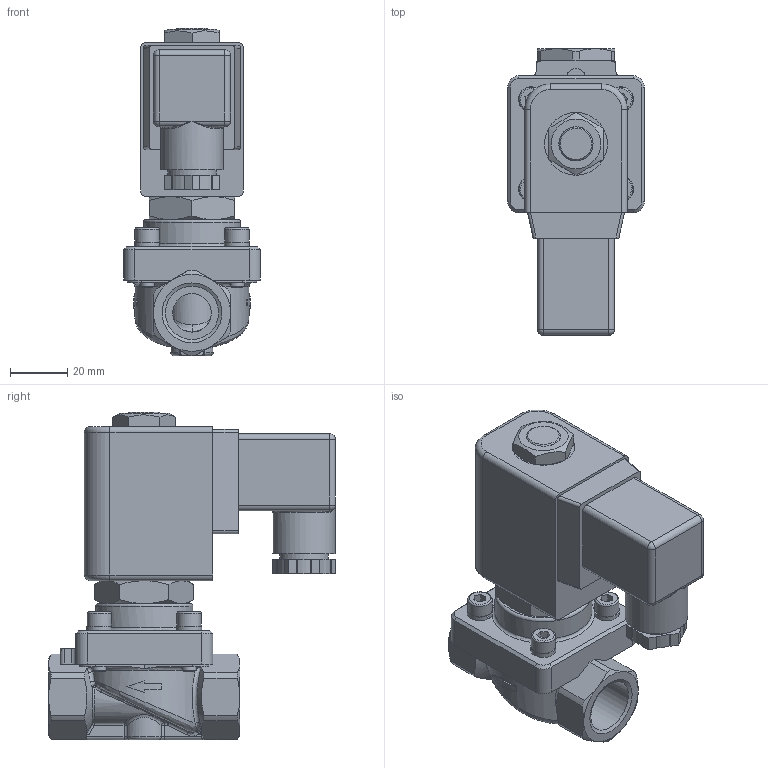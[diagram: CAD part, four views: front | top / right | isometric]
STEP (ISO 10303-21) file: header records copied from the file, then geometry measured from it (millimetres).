
FILE_DESCRIPTION(/* description */ ('Stp-Datei'),/* implementation_level */ '2;1');
FILE_NAME(/* name */ '035.000358_3-123-23-1004-.702-F.stp',/* time_stamp */ '2017-07-06T08:44:26+02:00',/* author */ ('jkuehnel'),/* organization */ (''),/* preprocessor_version */ 'ST-DEVELOPER v15.2',/* originating_system */ 'Autodesk Inventor 2014',/* authorisation */ '');
FILE_SCHEMA (('AUTOMOTIVE_DESIGN { 1 0 10303 214 3 1 1 }'));
Length unit declared in the file: millimetre
Products named in the file (1): 88-003613
Bounding box: 48 x 100.5 x 114.7 mm (x, y, z)
Volume: 106692.4 mm3; surface area: 58232.4 mm2
Topology: 1 solids, 3 shells, 607 faces, 1538 edges, 958 vertices
Faces by surface type: plane 268, cylinder 163, cone 63, bspline 59, torus 39, sphere 15
Full cylindrical faces by diameter (mm): 1.5 x3, 2.5 x1, 3.242 x2, 5 x4, 5.5 x4, 6.2 x2, 7 x1, 8.5 x4, 12 x1, 13 x1, 13.5 x3, 15 x1, 15.5 x1, 16.45 x1, 16.5 x1, 17 x1, 18 x2, 18.631 x2, 20 x1, 22 x2, 23 x1, 24.4 x1, 29.3 x2, 29.6 x1, 32 x2, 33.9 x2, 34 x1, 37.1 x1
Entity records: 20377 total; most frequent: CARTESIAN_POINT 6223, ORIENTED_EDGE 2774, DIRECTION 2728, EDGE_CURVE 1387, AXIS2_PLACEMENT_3D 1069, VERTEX_POINT 918, EDGE_LOOP 757, STYLED_ITEM 608
